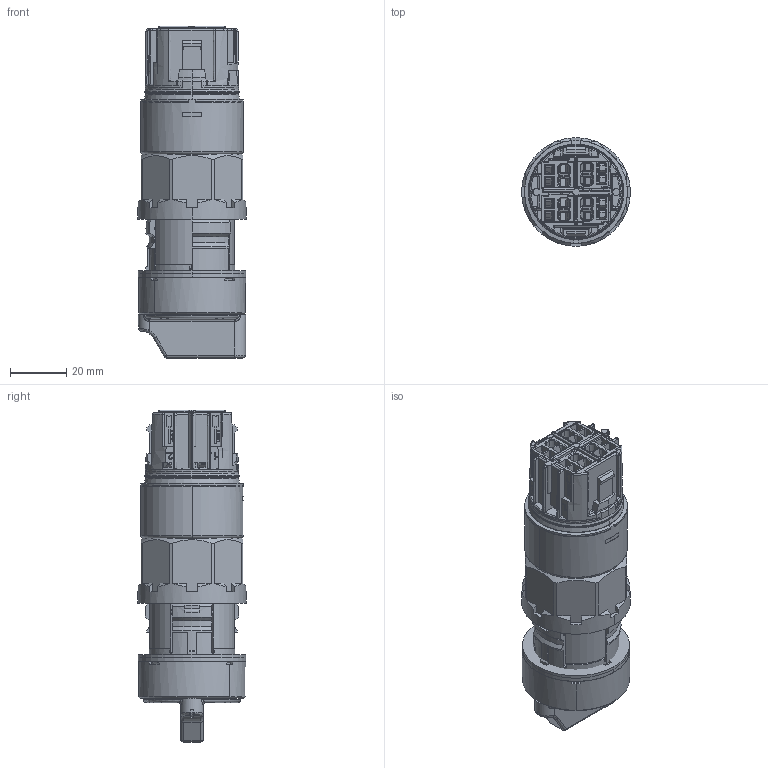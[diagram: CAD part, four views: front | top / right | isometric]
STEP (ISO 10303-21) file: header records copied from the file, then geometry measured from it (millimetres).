
FILE_DESCRIPTION (( 'STEP AP203' ), '1' );
FILE_NAME ('8003-1_1-726-_-__-KZK.STEP', '2015-09-03T12:32:29', ( '' ), ( '' ), 'SwSTEP 2.0', 'SolidWorks 2015', '' );
FILE_SCHEMA (( 'CONFIG_CONTROL_DESIGN' ));
Length unit declared in the file: millimetre
Products named in the file (23): Zugfeder_Wago_22091999mon.prt; 80_130_01_62_0; 86_020_83_03_0_3d export; 80_139_02_51_0; 80_139_01_54_0_lang; 86_029_19_80_0; 80_139_01_66_0_ohne Dichtung; 86_029_07_95_0; 80_139_01_66_0_Dichtung_angepasst; 8003-1_1-726-_-__-KZK; Klemmenblock; 86_029_12_16_0_3d export; 86_029_02_51_0_3d export; 80_039_02_51_0; 80_139_01_94_0_gesteckt; 86_029_12_15_0; 86_029_04_26_0; 375_625_0; 86_029_02_28_0; 80_139_02_57_0; 86_029_07_94_0; 80_139_01_66_0
Assembly tree (28 placements, depth 4):
  8003-1_1-726-_-__-KZK
    80_039_02_51_0
      80_039_02_51_0
    80_139_01_66_0
      80_139_01_66_0_ohne Dichtung
      80_139_01_66_0_Dichtung_angepasst
    80_139_02_51_0
    80_130_01_62_0  x4
      80_139_01_54_0_lang
      Klemmenblock
        80_139_02_57_0
        Zugfeder_Wago_22091999mon.prt  x2
        80_139_01_94_0_gesteckt
    86_020_83_03_0_3d export
      86_029_19_80_0
      86_029_04_26_0
      86_029_12_15_0
      375_625_0  x2
      86_029_12_16_0_3d export
      86_029_02_51_0_3d export
      86_029_02_28_0
      86_029_07_94_0  x2
      86_029_07_95_0
Bounding box: 38.5 x 38.5 x 117.8 mm (x, y, z)
Volume: 53287.7 mm3; surface area: 72676.1 mm2
Topology: 35 solids, 35 shells, 4728 faces, 12982 edges, 8344 vertices
Faces by surface type: plane 2582, cylinder 1136, bspline 554, cone 272, torus 160, sphere 24
Entity records: 110657 total; most frequent: CARTESIAN_POINT 36996, ORIENTED_EDGE 15764, DIRECTION 13830, EDGE_CURVE 7882, VERTEX_POINT 5087, AXIS2_PLACEMENT_3D 4721, LINE 4388, VECTOR 4388
